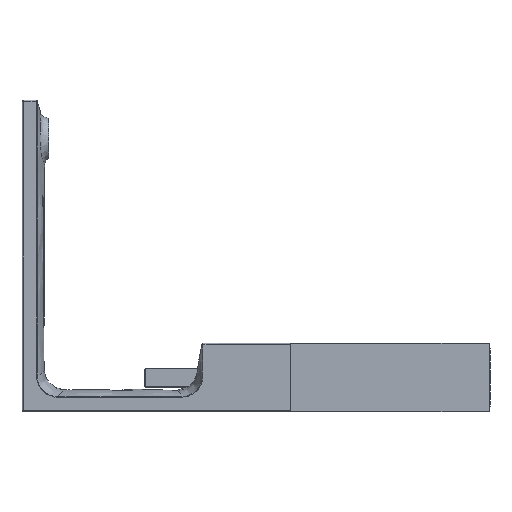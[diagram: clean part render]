
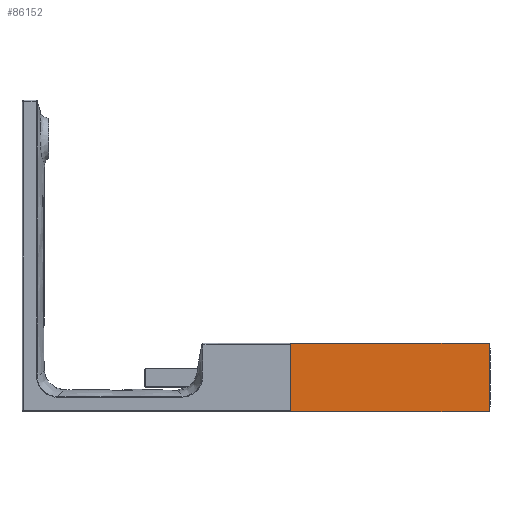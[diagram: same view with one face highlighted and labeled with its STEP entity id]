
A CAD part, left-side view. The second image highlights one B-rep face of the part: STEP entity #86152.
In plain terms, the highlighted planar face has unit normal (-1, 0, 0).
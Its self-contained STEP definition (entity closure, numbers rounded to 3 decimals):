
#4143=PLANE('',#92003);
#7945=LINE('',#146980,#14937);
#7946=LINE('',#146982,#14938);
#7947=LINE('',#146984,#14939);
#7948=LINE('',#146985,#14940);
#14937=VECTOR('',#102101,10.);
#14938=VECTOR('',#102102,10.);
#14939=VECTOR('',#102103,10.);
#14940=VECTOR('',#102104,10.);
#25930=FACE_OUTER_BOUND('',#30935,.T.);
#30935=EDGE_LOOP('',(#63808,#63809,#63810,#63811));
#40048=VERTEX_POINT('',#146978);
#40049=VERTEX_POINT('',#146979);
#40050=VERTEX_POINT('',#146981);
#40051=VERTEX_POINT('',#146983);
#49097=EDGE_CURVE('',#40048,#40049,#7945,.T.);
#49098=EDGE_CURVE('',#40049,#40050,#7946,.T.);
#49099=EDGE_CURVE('',#40051,#40050,#7947,.T.);
#49100=EDGE_CURVE('',#40048,#40051,#7948,.T.);
#63808=ORIENTED_EDGE('',*,*,#49097,.T.);
#63809=ORIENTED_EDGE('',*,*,#49098,.T.);
#63810=ORIENTED_EDGE('',*,*,#49099,.F.);
#63811=ORIENTED_EDGE('',*,*,#49100,.F.);
#86152=ADVANCED_FACE('',(#25930),#4143,.T.);
#92003=AXIS2_PLACEMENT_3D('',#146977,#102099,#102100);
#102099=DIRECTION('center_axis',(-1.,0.,0.));
#102100=DIRECTION('ref_axis',(0.,0.,-1.));
#102101=DIRECTION('',(0.,0.,-1.));
#102102=DIRECTION('',(0.,-1.,0.));
#102103=DIRECTION('',(0.,0.,-1.));
#102104=DIRECTION('',(0.,-1.,0.));
#146977=CARTESIAN_POINT('Origin',(-25.,0.,25.));
#146978=CARTESIAN_POINT('',(-25.,0.,25.));
#146979=CARTESIAN_POINT('',(-25.,0.,-25.));
#146980=CARTESIAN_POINT('',(-25.,0.,25.));
#146981=CARTESIAN_POINT('',(-25.,-145.5,-25.));
#146982=CARTESIAN_POINT('',(-25.,0.,-25.));
#146983=CARTESIAN_POINT('',(-25.,-145.5,25.));
#146984=CARTESIAN_POINT('',(-25.,-145.5,25.));
#146985=CARTESIAN_POINT('',(-25.,0.,25.));
